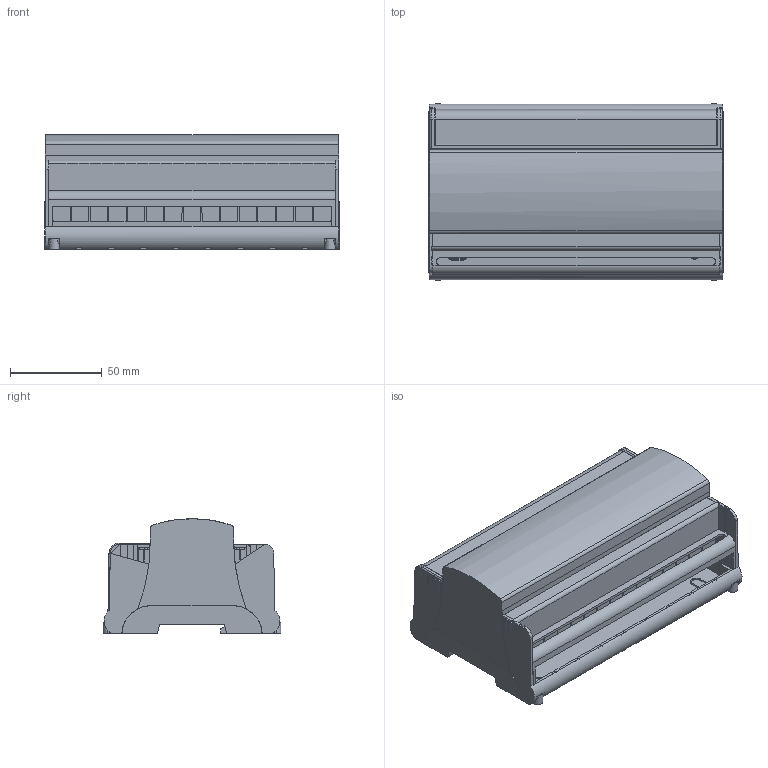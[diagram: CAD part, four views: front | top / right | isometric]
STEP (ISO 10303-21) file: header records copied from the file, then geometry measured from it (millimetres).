
FILE_DESCRIPTION(/* description */ (''),/* implementation_level */ '2;1');
FILE_NAME(/* name */ '3d_PMVFUPS02.stp',/* time_stamp */ '2024-09-13T17:19:55+02:00',/* author */ (''),/* organization */ (''),/* preprocessor_version */ 'ST-DEVELOPER v16.7',/* originating_system */ 'SIEMENS PLM Software NX 12.0',/* authorisation */ '');
FILE_SCHEMA (('AUTOMOTIVE_DESIGN { 1 0 10303 214 3 1 1 1 }'));
Length unit declared in the file: millimetre
Products named in the file (1): Rugg91CC3473qraj
Bounding box: 160.52 x 96.77 x 62.54 mm (x, y, z)
Volume: 132119.6 mm3; surface area: 133939.5 mm2
Topology: 12 solids, 12 shells, 989 faces, 2877 edges, 1931 vertices
Faces by surface type: plane 813, cylinder 150, cone 20, torus 6
Full cylindrical faces by diameter (mm): 1.4 x8, 1.5 x18, 2 x8, 2.2 x4, 2.518 x1, 4 x1, 4.4 x4
Entity records: 39422 total; most frequent: CARTESIAN_POINT 6157, ORIENTED_EDGE 5594, DIRECTION 5089, EDGE_CURVE 2797, LINE 2351, VECTOR 2351, VERTEX_POINT 1900, AXIS2_PLACEMENT_3D 1369
